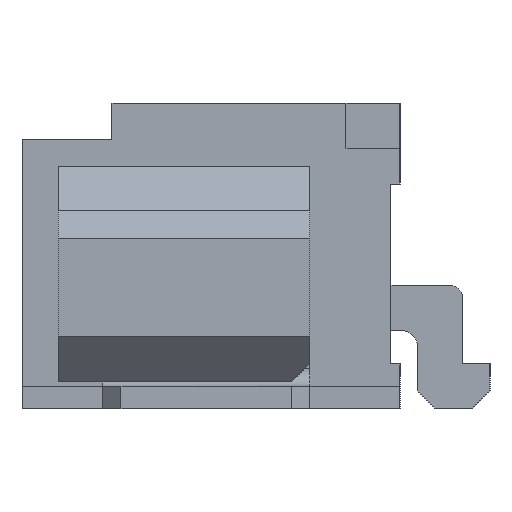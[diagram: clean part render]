
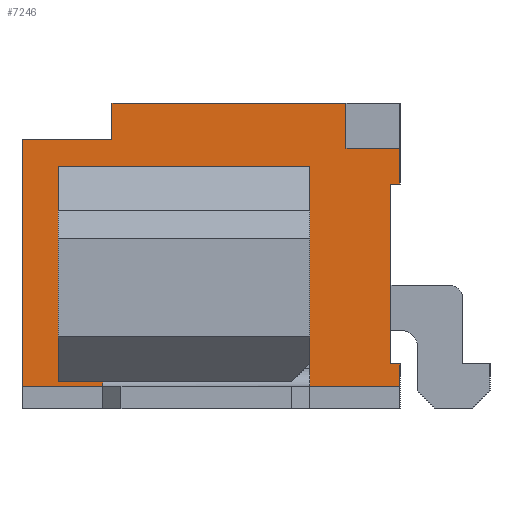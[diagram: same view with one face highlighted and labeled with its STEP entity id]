
A CAD part, left-side view. The second image highlights one B-rep face of the part: STEP entity #7246.
In plain terms, the highlighted planar face has unit normal (-1, 0, 0).
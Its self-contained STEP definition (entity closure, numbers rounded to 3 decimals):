
#69=DIRECTION('',(0.,0.,1.));
#70=VECTOR('',#69,0.25);
#71=CARTESIAN_POINT('',(-9.,-2.1,-1.45));
#72=LINE('',#71,#70);
#249=DIRECTION('',(0.,0.,1.));
#250=VECTOR('',#249,0.4);
#251=CARTESIAN_POINT('',(-9.,-2.1,0.8));
#252=LINE('',#251,#250);
#253=DIRECTION('',(0.,0.,1.));
#254=VECTOR('',#253,2.4);
#255=CARTESIAN_POINT('',(-9.,-1.1,-1.4));
#256=LINE('',#255,#254);
#257=DIRECTION('',(0.,-1.,0.));
#258=VECTOR('',#257,2.8);
#259=CARTESIAN_POINT('',(-9.,1.7,1.));
#260=LINE('',#259,#258);
#261=DIRECTION('',(0.,0.,1.));
#262=VECTOR('',#261,2.4);
#263=CARTESIAN_POINT('',(-9.,1.7,-1.4));
#264=LINE('',#263,#262);
#265=DIRECTION('',(0.,-1.,0.));
#266=VECTOR('',#265,2.8);
#267=CARTESIAN_POINT('',(-9.,1.7,-1.4));
#268=LINE('',#267,#266);
#269=DIRECTION('',(0.,1.,0.));
#270=VECTOR('',#269,0.6);
#271=CARTESIAN_POINT('',(-9.,-2.1,1.2));
#272=LINE('',#271,#270);
#273=DIRECTION('',(0.,1.,0.));
#274=VECTOR('',#273,0.1);
#275=CARTESIAN_POINT('',(-9.,-2.1,0.8));
#276=LINE('',#275,#274);
#277=DIRECTION('',(0.,0.,1.));
#278=VECTOR('',#277,2.);
#279=CARTESIAN_POINT('',(-9.,-2.,-1.2));
#280=LINE('',#279,#278);
#281=DIRECTION('',(0.,1.,0.));
#282=VECTOR('',#281,0.1);
#283=CARTESIAN_POINT('',(-9.,-2.1,-1.2));
#284=LINE('',#283,#282);
#285=DIRECTION('',(0.,-1.,0.));
#286=VECTOR('',#285,4.2);
#287=CARTESIAN_POINT('',(-9.,2.1,-1.45));
#288=LINE('',#287,#286);
#289=DIRECTION('',(0.,0.,1.));
#290=VECTOR('',#289,2.75);
#291=CARTESIAN_POINT('',(-9.,2.1,-1.45));
#292=LINE('',#291,#290);
#293=DIRECTION('',(0.,-1.,0.));
#294=VECTOR('',#293,1.);
#295=CARTESIAN_POINT('',(-9.,2.1,1.3));
#296=LINE('',#295,#294);
#297=DIRECTION('',(0.,0.,-1.));
#298=VECTOR('',#297,0.4);
#299=CARTESIAN_POINT('',(-9.,1.1,1.7));
#300=LINE('',#299,#298);
#301=DIRECTION('',(0.,0.,-1.));
#302=VECTOR('',#301,0.5);
#303=CARTESIAN_POINT('',(-9.,-1.5,1.7));
#304=LINE('',#303,#302);
#1141=DIRECTION('',(0.,-1.,0.));
#1142=VECTOR('',#1141,2.6);
#1143=CARTESIAN_POINT('',(-9.,1.1,1.7));
#1144=LINE('',#1143,#1142);
#5329=CARTESIAN_POINT('',(-9.,1.1,1.7));
#5331=VERTEX_POINT('',#5329);
#5341=CARTESIAN_POINT('',(-9.,2.1,1.3));
#5342=CARTESIAN_POINT('',(-9.,1.1,1.3));
#5343=VERTEX_POINT('',#5341);
#5344=VERTEX_POINT('',#5342);
#5389=CARTESIAN_POINT('',(-9.,-1.1,-1.4));
#5390=CARTESIAN_POINT('',(-9.,-1.1,1.));
#5391=VERTEX_POINT('',#5389);
#5392=VERTEX_POINT('',#5390);
#5393=CARTESIAN_POINT('',(-9.,1.7,1.));
#5394=VERTEX_POINT('',#5393);
#5395=CARTESIAN_POINT('',(-9.,1.7,-1.4));
#5396=VERTEX_POINT('',#5395);
#5575=CARTESIAN_POINT('',(-9.,-2.1,-1.2));
#5576=CARTESIAN_POINT('',(-9.,-2.,-1.2));
#5577=VERTEX_POINT('',#5575);
#5578=VERTEX_POINT('',#5576);
#5579=CARTESIAN_POINT('',(-9.,-2.,0.8));
#5580=VERTEX_POINT('',#5579);
#5581=CARTESIAN_POINT('',(-9.,-2.1,0.8));
#5582=VERTEX_POINT('',#5581);
#5681=CARTESIAN_POINT('',(-9.,-1.5,1.7));
#5682=VERTEX_POINT('',#5681);
#5683=CARTESIAN_POINT('',(-9.,-2.1,1.2));
#5684=CARTESIAN_POINT('',(-9.,-1.5,1.2));
#5685=VERTEX_POINT('',#5683);
#5686=VERTEX_POINT('',#5684);
#6059=CARTESIAN_POINT('',(-9.,2.1,-1.45));
#6060=CARTESIAN_POINT('',(-9.,-2.1,-1.45));
#6061=VERTEX_POINT('',#6059);
#6062=VERTEX_POINT('',#6060);
#7208=CARTESIAN_POINT('',(-9.,2.1,-1.7));
#7209=DIRECTION('',(-1.,0.,0.));
#7210=DIRECTION('',(0.,-1.,0.));
#7211=AXIS2_PLACEMENT_3D('',#7208,#7209,#7210);
#7212=PLANE('',#7211);
#7214=ORIENTED_EDGE('',*,*,#7213,.F.);
#7215=ORIENTED_EDGE('',*,*,#7188,.F.);
#7217=ORIENTED_EDGE('',*,*,#7216,.T.);
#7219=ORIENTED_EDGE('',*,*,#7218,.F.);
#7220=ORIENTED_EDGE('',*,*,#7198,.F.);
#7221=ORIENTED_EDGE('',*,*,#7060,.F.);
#7223=ORIENTED_EDGE('',*,*,#7222,.F.);
#7225=ORIENTED_EDGE('',*,*,#7224,.T.);
#7227=ORIENTED_EDGE('',*,*,#7226,.T.);
#7229=ORIENTED_EDGE('',*,*,#7228,.F.);
#7231=ORIENTED_EDGE('',*,*,#7230,.T.);
#7233=ORIENTED_EDGE('',*,*,#7232,.T.);
#7234=EDGE_LOOP('',(#7214,#7215,#7217,#7219,#7220,#7221,#7223,#7225,#7227,#7229,
#7231,#7233));
#7235=FACE_OUTER_BOUND('',#7234,.F.);
#7237=ORIENTED_EDGE('',*,*,#7236,.T.);
#7239=ORIENTED_EDGE('',*,*,#7238,.F.);
#7241=ORIENTED_EDGE('',*,*,#7240,.F.);
#7243=ORIENTED_EDGE('',*,*,#7242,.T.);
#7244=EDGE_LOOP('',(#7237,#7239,#7241,#7243));
#7245=FACE_BOUND('',#7244,.F.);
#7246=ADVANCED_FACE('',(#7235,#7245),#7212,.T.);
#7060=EDGE_CURVE('',#6062,#5577,#72,.T.);
#7188=EDGE_CURVE('',#5582,#5685,#252,.T.);
#7198=EDGE_CURVE('',#5577,#5578,#284,.T.);
#7213=EDGE_CURVE('',#5685,#5686,#272,.T.);
#7216=EDGE_CURVE('',#5582,#5580,#276,.T.);
#7218=EDGE_CURVE('',#5578,#5580,#280,.T.);
#7222=EDGE_CURVE('',#6061,#6062,#288,.T.);
#7224=EDGE_CURVE('',#6061,#5343,#292,.T.);
#7226=EDGE_CURVE('',#5343,#5344,#296,.T.);
#7228=EDGE_CURVE('',#5331,#5344,#300,.T.);
#7230=EDGE_CURVE('',#5331,#5682,#1144,.T.);
#7232=EDGE_CURVE('',#5682,#5686,#304,.T.);
#7236=EDGE_CURVE('',#5391,#5392,#256,.T.);
#7238=EDGE_CURVE('',#5394,#5392,#260,.T.);
#7240=EDGE_CURVE('',#5396,#5394,#264,.T.);
#7242=EDGE_CURVE('',#5396,#5391,#268,.T.);
